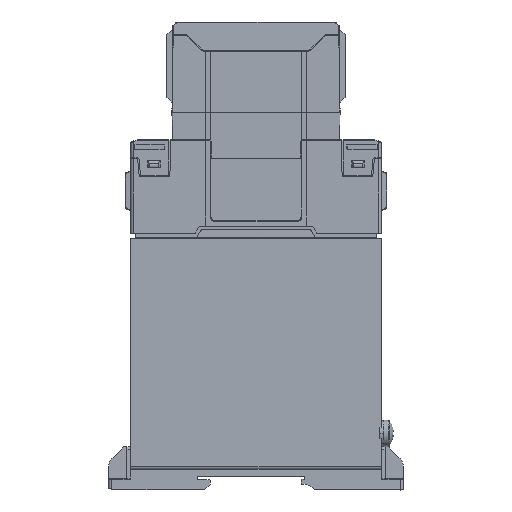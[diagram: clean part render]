
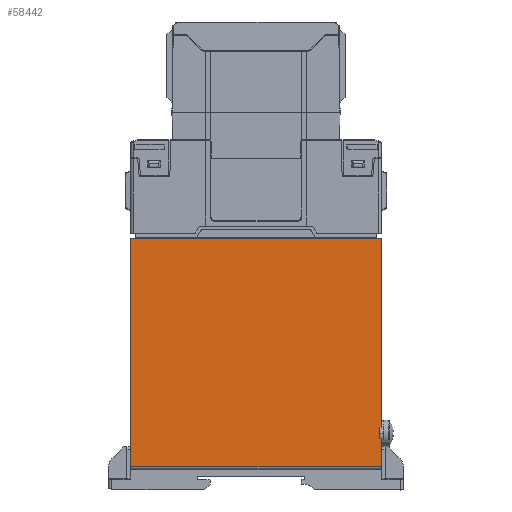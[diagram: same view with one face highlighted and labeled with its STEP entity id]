
A CAD part, left-side view. The second image highlights one B-rep face of the part: STEP entity #58442.
In plain terms, the highlighted face is planar.
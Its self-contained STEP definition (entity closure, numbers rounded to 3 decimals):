
#53145=CARTESIAN_POINT('',(44.5,17.574,8.85));
#53146=VERTEX_POINT('',#53145);
#53154=CARTESIAN_POINT('',(44.5,13.366,8.85));
#53155=VERTEX_POINT('',#53154);
#53156=CARTESIAN_POINT('',(44.5,13.366,8.85));
#53157=DIRECTION('',(0.0,1.0,0.0));
#53158=VECTOR('',#53157,4.208);
#53159=LINE('',#53156,#53158);
#53160=EDGE_CURVE('',#53155,#53146,#53159,.T.);
#56774=CARTESIAN_POINT('',(45.,13.366,8.85));
#56775=VERTEX_POINT('',#56774);
#56783=CARTESIAN_POINT('',(45.,3.32,8.85));
#56784=VERTEX_POINT('',#56783);
#56785=CARTESIAN_POINT('',(45.,3.32,8.85));
#56786=DIRECTION('',(0.0,1.0,0.0));
#56787=VECTOR('',#56786,10.046);
#56788=LINE('',#56785,#56787);
#56789=EDGE_CURVE('',#56784,#56775,#56788,.T.);
#56952=CARTESIAN_POINT('',(45.,85.22,8.85));
#56953=VERTEX_POINT('',#56952);
#56960=CARTESIAN_POINT('',(45.,17.574,8.85));
#56961=VERTEX_POINT('',#56960);
#56962=CARTESIAN_POINT('',(45.,17.574,8.85));
#56963=DIRECTION('',(0.0,1.0,0.0));
#56964=VECTOR('',#56963,67.646);
#56965=LINE('',#56962,#56964);
#56966=EDGE_CURVE('',#56961,#56953,#56965,.T.);
#57452=CARTESIAN_POINT('',(-45.,3.32,8.85));
#57453=VERTEX_POINT('',#57452);
#57461=CARTESIAN_POINT('',(-45.,85.22,8.85));
#57462=VERTEX_POINT('',#57461);
#57463=CARTESIAN_POINT('',(-45.,85.22,8.85));
#57464=DIRECTION('',(0.0,-1.0,0.0));
#57465=VECTOR('',#57464,81.9);
#57466=LINE('',#57463,#57465);
#57467=EDGE_CURVE('',#57462,#57453,#57466,.T.);
#58229=CARTESIAN_POINT('',(44.5,17.574,8.85));
#58230=DIRECTION('',(1.0,0.0,0.0));
#58231=VECTOR('',#58230,0.5);
#58232=LINE('',#58229,#58231);
#58233=EDGE_CURVE('',#53146,#56961,#58232,.T.);
#58246=CARTESIAN_POINT('',(45.,13.366,8.85));
#58247=DIRECTION('',(-1.0,0.0,0.0));
#58248=VECTOR('',#58247,0.5);
#58249=LINE('',#58246,#58248);
#58250=EDGE_CURVE('',#56775,#53155,#58249,.T.);
#58417=CARTESIAN_POINT('',(45.,43.27,8.85));
#58418=DIRECTION('',(0.0,0.0,1.0));
#58419=DIRECTION('',(1.0,0.0,0.0));
#58420=AXIS2_PLACEMENT_3D('',#58417,#58418,#58419);
#58421=PLANE('',#58420);
#58422=ORIENTED_EDGE('',*,*,#58250,.T.);
#58423=ORIENTED_EDGE('',*,*,#53160,.T.);
#58424=ORIENTED_EDGE('',*,*,#58233,.T.);
#58425=ORIENTED_EDGE('',*,*,#56966,.T.);
#58426=CARTESIAN_POINT('',(45.,85.22,8.85));
#58427=DIRECTION('',(-1.0,0.0,0.0));
#58428=VECTOR('',#58427,90.0);
#58429=LINE('',#58426,#58428);
#58430=EDGE_CURVE('',#56953,#57462,#58429,.T.);
#58431=ORIENTED_EDGE('',*,*,#58430,.T.);
#58432=ORIENTED_EDGE('',*,*,#57467,.T.);
#58433=CARTESIAN_POINT('',(45.,3.32,8.85));
#58434=DIRECTION('',(-1.0,0.0,0.0));
#58435=VECTOR('',#58434,90.0);
#58436=LINE('',#58433,#58435);
#58437=EDGE_CURVE('',#56784,#57453,#58436,.T.);
#58438=ORIENTED_EDGE('',*,*,#58437,.F.);
#58439=ORIENTED_EDGE('',*,*,#56789,.T.);
#58440=EDGE_LOOP('',(#58422,#58423,#58424,#58425,#58431,#58432,#58438,#58439));
#58441=FACE_OUTER_BOUND('',#58440,.T.);
#58442=ADVANCED_FACE('',(#58441),#58421,.T.);
